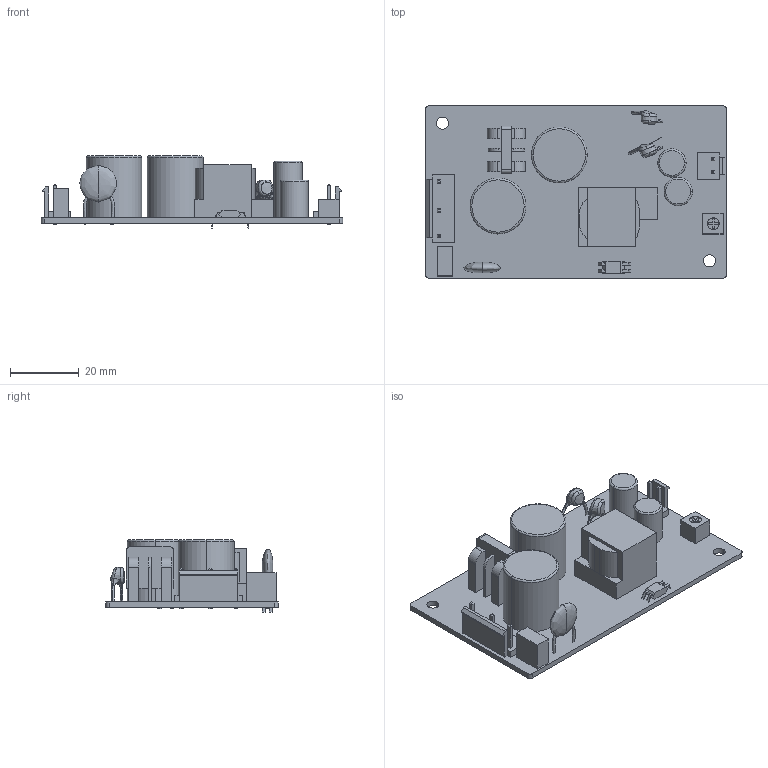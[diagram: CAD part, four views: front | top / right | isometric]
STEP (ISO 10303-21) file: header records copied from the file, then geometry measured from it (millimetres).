
FILE_DESCRIPTION((''),'2;1');
FILE_NAME('UXOWT3010_ASM','2024-07-08T',('410022'),(''),'PRO/ENGINEER BY PARAMETRIC TECHNOLOGY CORPORATION, 2010280','PRO/ENGINEER BY PARAMETRIC TECHNOLOGY CORPORATION, 2010280','');
FILE_SCHEMA(('CONFIG_CONTROL_DESIGN'));
Length unit declared in the file: millimetre
Products named in the file (7): 15W; 123; 8888; C-2; CY2_; U__; UXOWT3010_ASM
Assembly tree (7 placements, depth 2):
  UXOWT3010_ASM
    15W
    123
    8888
    C-2
    CY2_  x2
    U__
Bounding box: 87.5 x 50 x 20.92 mm (x, y, z)
Volume: 23154.6 mm3; surface area: 16008.6 mm2
Topology: 7 solids, 8 shells, 319 faces, 793 edges, 509 vertices
Faces by surface type: plane 227, bspline 48, cylinder 30, torus 8, extrusion 4, revolution 2
Entity records: 14781 total; most frequent: CARTESIAN_POINT 7733, ORIENTED_EDGE 1454, DIRECTION 1333, EDGE_CURVE 729, VECTOR 581, LINE 579, VERTEX_POINT 473, AXIS2_PLACEMENT_3D 375
